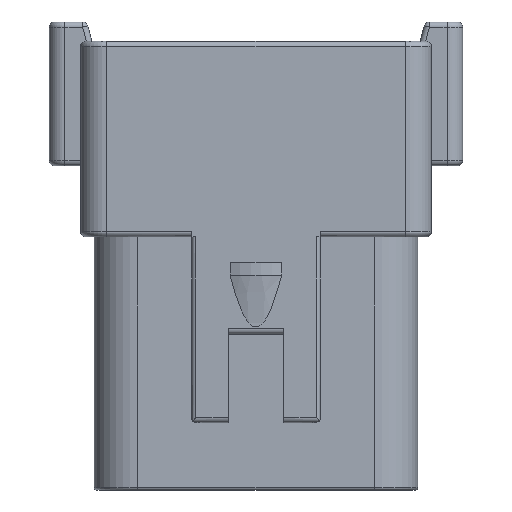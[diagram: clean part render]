
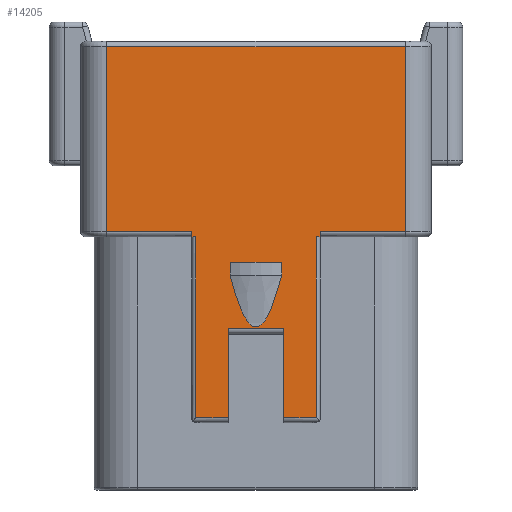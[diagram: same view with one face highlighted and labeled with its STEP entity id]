
A CAD part, front view. The second image highlights one B-rep face of the part: STEP entity #14205.
In plain terms, the highlighted planar face has unit normal (0, -1, 0).
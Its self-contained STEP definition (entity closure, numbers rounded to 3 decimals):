
#3923=DIRECTION('',(0.,0.,-1.));
#3924=VECTOR('',#3923,18.161);
#3925=CARTESIAN_POINT('',(14.669,-11.125,-2.413));
#3926=LINE('',#3925,#3924);
#3932=DIRECTION('',(-1.,0.,0.));
#3933=VECTOR('',#3932,5.095);
#3934=CARTESIAN_POINT('',(2.547,-11.125,-23.571));
#3935=LINE('',#3934,#3933);
#3936=DIRECTION('',(0.,0.,-1.));
#3937=VECTOR('',#3936,1.27);
#3938=CARTESIAN_POINT('',(-2.547,-11.125,-23.571));
#3939=LINE('',#3938,#3937);
#3940=CARTESIAN_POINT('',(2.547,-11.125,-24.841));
#3941=CARTESIAN_POINT('',(2.487,-11.125,-25.073));
#3942=CARTESIAN_POINT('',(2.368,-11.125,-25.514));
#3943=CARTESIAN_POINT('',(2.198,-11.125,-26.104));
#3944=CARTESIAN_POINT('',(2.036,-11.125,-26.632));
#3945=CARTESIAN_POINT('',(1.881,-11.125,-27.103));
#3946=CARTESIAN_POINT('',(1.732,-11.125,-27.522));
#3947=CARTESIAN_POINT('',(1.59,-11.125,-27.893));
#3948=CARTESIAN_POINT('',(1.454,-11.125,-28.221));
#3949=CARTESIAN_POINT('',(1.324,-11.125,-28.509));
#3950=CARTESIAN_POINT('',(1.198,-11.125,-28.762));
#3951=CARTESIAN_POINT('',(1.078,-11.125,-28.981));
#3952=CARTESIAN_POINT('',(0.963,-11.125,-29.17));
#3953=CARTESIAN_POINT('',(0.854,-11.125,-29.331));
#3954=CARTESIAN_POINT('',(0.749,-11.125,-29.467));
#3955=CARTESIAN_POINT('',(0.649,-11.125,-29.58));
#3956=CARTESIAN_POINT('',(0.554,-11.125,-29.672));
#3957=CARTESIAN_POINT('',(0.466,-11.125,-29.746));
#3958=CARTESIAN_POINT('',(0.383,-11.125,-29.803));
#3959=CARTESIAN_POINT('',(0.306,-11.125,-29.846));
#3960=CARTESIAN_POINT('',(0.234,-11.125,-29.878));
#3961=CARTESIAN_POINT('',(0.165,-11.125,-29.9));
#3962=CARTESIAN_POINT('',(0.098,-11.125,-29.915));
#3963=CARTESIAN_POINT('',(0.032,-11.125,-29.921));
#3964=CARTESIAN_POINT('',(-0.032,-11.125,-29.921));
#3965=CARTESIAN_POINT('',(-0.098,-11.125,-29.915));
#3966=CARTESIAN_POINT('',(-0.165,-11.125,-29.9));
#3967=CARTESIAN_POINT('',(-0.234,-11.125,-29.878));
#3968=CARTESIAN_POINT('',(-0.306,-11.125,-29.846));
#3969=CARTESIAN_POINT('',(-0.383,-11.125,-29.803));
#3970=CARTESIAN_POINT('',(-0.466,-11.125,-29.746));
#3971=CARTESIAN_POINT('',(-0.554,-11.125,-29.672));
#3972=CARTESIAN_POINT('',(-0.649,-11.125,-29.58));
#3973=CARTESIAN_POINT('',(-0.749,-11.125,-29.467));
#3974=CARTESIAN_POINT('',(-0.854,-11.125,-29.331));
#3975=CARTESIAN_POINT('',(-0.964,-11.125,-29.17));
#3976=CARTESIAN_POINT('',(-1.079,-11.125,-28.981));
#3977=CARTESIAN_POINT('',(-1.198,-11.125,-28.761));
#3978=CARTESIAN_POINT('',(-1.324,-11.125,-28.509));
#3979=CARTESIAN_POINT('',(-1.454,-11.125,-28.221));
#3980=CARTESIAN_POINT('',(-1.59,-11.125,-27.893));
#3981=CARTESIAN_POINT('',(-1.732,-11.125,-27.522));
#3982=CARTESIAN_POINT('',(-1.881,-11.125,-27.103));
#3983=CARTESIAN_POINT('',(-2.036,-11.125,-26.632));
#3984=CARTESIAN_POINT('',(-2.198,-11.125,-26.104));
#3985=CARTESIAN_POINT('',(-2.368,-11.125,-25.514));
#3986=CARTESIAN_POINT('',(-2.487,-11.125,-25.073));
#3987=CARTESIAN_POINT('',(-2.547,-11.125,-24.841));
#3989=DIRECTION('',(0.,0.,1.));
#3990=VECTOR('',#3989,1.27);
#3991=CARTESIAN_POINT('',(2.547,-11.125,-24.841));
#3992=LINE('',#3991,#3990);
#3993=DIRECTION('',(1.,0.,0.));
#3994=VECTOR('',#3993,5.461);
#3995=CARTESIAN_POINT('',(-2.731,-11.125,-30.124));
#3996=LINE('',#3995,#3994);
#3997=DIRECTION('',(-1.,0.,0.));
#3998=VECTOR('',#3997,3.175);
#3999=CARTESIAN_POINT('',(-2.731,-11.125,-38.811));
#4000=LINE('',#3999,#3998);
#4001=DIRECTION('',(0.,0.,1.));
#4002=VECTOR('',#4001,17.729);
#4003=CARTESIAN_POINT('',(-5.906,-11.125,-38.811));
#4004=LINE('',#4003,#4002);
#4005=DIRECTION('',(1.,0.,0.));
#4006=VECTOR('',#4005,0.381);
#4007=CARTESIAN_POINT('',(-6.287,-11.125,-21.082));
#4008=LINE('',#4007,#4006);
#4009=DIRECTION('',(0.,0.,-1.));
#4010=VECTOR('',#4009,0.508);
#4011=CARTESIAN_POINT('',(-6.287,-11.125,-20.574));
#4012=LINE('',#4011,#4010);
#4013=DIRECTION('',(-1.,0.,0.));
#4014=VECTOR('',#4013,8.382);
#4015=CARTESIAN_POINT('',(-6.287,-11.125,-20.574));
#4016=LINE('',#4015,#4014);
#4017=DIRECTION('',(0.,0.,-1.));
#4018=VECTOR('',#4017,18.161);
#4019=CARTESIAN_POINT('',(-14.669,-11.125,-2.413));
#4020=LINE('',#4019,#4018);
#4021=DIRECTION('',(1.,0.,0.));
#4022=VECTOR('',#4021,29.337);
#4023=CARTESIAN_POINT('',(-14.669,-11.125,-2.413));
#4024=LINE('',#4023,#4022);
#4025=DIRECTION('',(-1.,0.,0.));
#4026=VECTOR('',#4025,8.382);
#4027=CARTESIAN_POINT('',(14.669,-11.125,-20.574));
#4028=LINE('',#4027,#4026);
#4029=DIRECTION('',(0.,0.,-1.));
#4030=VECTOR('',#4029,0.508);
#4031=CARTESIAN_POINT('',(6.287,-11.125,-20.574));
#4032=LINE('',#4031,#4030);
#4033=DIRECTION('',(1.,0.,0.));
#4034=VECTOR('',#4033,0.381);
#4035=CARTESIAN_POINT('',(5.906,-11.125,-21.082));
#4036=LINE('',#4035,#4034);
#4037=DIRECTION('',(0.,0.,1.));
#4038=VECTOR('',#4037,17.729);
#4039=CARTESIAN_POINT('',(5.906,-11.125,-38.811));
#4040=LINE('',#4039,#4038);
#4041=DIRECTION('',(-1.,0.,0.));
#4042=VECTOR('',#4041,3.175);
#4043=CARTESIAN_POINT('',(5.906,-11.125,-38.811));
#4044=LINE('',#4043,#4042);
#4065=DIRECTION('',(0.,0.,1.));
#4066=VECTOR('',#4065,8.687);
#4067=CARTESIAN_POINT('',(-2.731,-11.125,-38.811));
#4068=LINE('',#4067,#4066);
#4094=DIRECTION('',(0.,0.,-1.));
#4095=VECTOR('',#4094,8.687);
#4096=CARTESIAN_POINT('',(2.731,-11.125,-30.124));
#4097=LINE('',#4096,#4095);
#7050=CARTESIAN_POINT('',(-5.906,-11.125,-38.811));
#7107=CARTESIAN_POINT('',(5.906,-11.125,-38.811));
#7267=CARTESIAN_POINT('',(2.547,-11.125,-23.571));
#7268=CARTESIAN_POINT('',(-2.547,-11.125,-23.571));
#7269=VERTEX_POINT('',#7267);
#7270=VERTEX_POINT('',#7268);
#7271=CARTESIAN_POINT('',(2.547,-11.125,-24.841));
#7272=VERTEX_POINT('',#7271);
#7273=VERTEX_POINT('',#3987);
#7311=VERTEX_POINT('',#7107);
#7313=VERTEX_POINT('',#7050);
#7315=CARTESIAN_POINT('',(14.669,-11.125,-20.574));
#7317=VERTEX_POINT('',#7315);
#7344=CARTESIAN_POINT('',(-14.669,-11.125,-20.574));
#7345=VERTEX_POINT('',#7344);
#7346=CARTESIAN_POINT('',(2.731,-11.125,-38.811));
#7347=VERTEX_POINT('',#7346);
#7350=CARTESIAN_POINT('',(-2.731,-11.125,-38.811));
#7351=VERTEX_POINT('',#7350);
#7369=CARTESIAN_POINT('',(-6.287,-11.125,-20.574));
#7371=VERTEX_POINT('',#7369);
#7424=CARTESIAN_POINT('',(6.287,-11.125,-20.574));
#7425=VERTEX_POINT('',#7424);
#7431=CARTESIAN_POINT('',(-2.731,-11.125,-30.124));
#7433=VERTEX_POINT('',#7431);
#7434=CARTESIAN_POINT('',(2.731,-11.125,-30.124));
#7436=VERTEX_POINT('',#7434);
#7438=CARTESIAN_POINT('',(-6.287,-11.125,-21.082));
#7439=VERTEX_POINT('',#7438);
#7440=CARTESIAN_POINT('',(6.287,-11.125,-21.082));
#7441=VERTEX_POINT('',#7440);
#7444=CARTESIAN_POINT('',(-14.669,-11.125,-2.413));
#7445=VERTEX_POINT('',#7444);
#7446=CARTESIAN_POINT('',(14.669,-11.125,-2.413));
#7447=VERTEX_POINT('',#7446);
#8118=CARTESIAN_POINT('',(-5.906,-11.125,-21.082));
#8119=VERTEX_POINT('',#8118);
#8124=CARTESIAN_POINT('',(5.906,-11.125,-21.082));
#8125=VERTEX_POINT('',#8124);
#14158=CARTESIAN_POINT('',(-14.669,-11.125,-1.905));
#14159=DIRECTION('',(0.,-1.,0.));
#14160=DIRECTION('',(1.,0.,0.));
#14161=AXIS2_PLACEMENT_3D('',#14158,#14159,#14160);
#14162=PLANE('',#14161);
#14164=ORIENTED_EDGE('',*,*,#14163,.F.);
#14166=ORIENTED_EDGE('',*,*,#14165,.F.);
#14168=ORIENTED_EDGE('',*,*,#14167,.T.);
#14170=ORIENTED_EDGE('',*,*,#14169,.T.);
#14172=ORIENTED_EDGE('',*,*,#14171,.F.);
#14174=ORIENTED_EDGE('',*,*,#14173,.F.);
#14176=ORIENTED_EDGE('',*,*,#14175,.T.);
#14178=ORIENTED_EDGE('',*,*,#14177,.F.);
#14179=ORIENTED_EDGE('',*,*,#13431,.T.);
#14180=ORIENTED_EDGE('',*,*,#14151,.T.);
#14182=ORIENTED_EDGE('',*,*,#14181,.T.);
#14184=ORIENTED_EDGE('',*,*,#14183,.T.);
#14186=ORIENTED_EDGE('',*,*,#14185,.F.);
#14188=ORIENTED_EDGE('',*,*,#14187,.F.);
#14190=ORIENTED_EDGE('',*,*,#14189,.T.);
#14192=ORIENTED_EDGE('',*,*,#14191,.F.);
#14193=EDGE_LOOP('',(#14164,#14166,#14168,#14170,#14172,#14174,#14176,#14178,
#14179,#14180,#14182,#14184,#14186,#14188,#14190,#14192));
#14194=FACE_OUTER_BOUND('',#14193,.F.);
#14196=ORIENTED_EDGE('',*,*,#14195,.T.);
#14198=ORIENTED_EDGE('',*,*,#14197,.T.);
#14200=ORIENTED_EDGE('',*,*,#14199,.F.);
#14202=ORIENTED_EDGE('',*,*,#14201,.T.);
#14203=EDGE_LOOP('',(#14196,#14198,#14200,#14202));
#14204=FACE_BOUND('',#14203,.F.);
#3988=B_SPLINE_CURVE_WITH_KNOTS('',3,(#3940,#3941,#3942,#3943,#3944,#3945,#3946,
#3947,#3948,#3949,#3950,#3951,#3952,#3953,#3954,#3955,#3956,#3957,#3958,#3959,
#3960,#3961,#3962,#3963,#3964,#3965,#3966,#3967,#3968,#3969,#3970,#3971,#3972,
#3973,#3974,#3975,#3976,#3977,#3978,#3979,#3980,#3981,#3982,#3983,#3984,#3985,
#3986,#3987),.UNSPECIFIED.,.F.,.F.,(4,1,1,1,1,1,1,1,1,1,1,1,1,1,1,1,1,1,1,1,1,1,
1,1,1,1,1,1,1,1,1,1,1,1,1,1,1,1,1,1,1,1,1,1,1,4),(0.,0.022,
0.044,0.067,0.089,0.111,
0.133,0.156,0.178,0.2,0.222,
0.244,0.267,0.289,0.311,
0.333,0.356,0.378,0.4,0.422,
0.444,0.467,0.489,0.511,
0.533,0.556,0.578,0.6,0.622,
0.644,0.667,0.689,0.711,
0.733,0.756,0.778,0.8,0.822,
0.844,0.867,0.889,0.911,
0.933,0.956,0.978,1.),.UNSPECIFIED.);
#13431=EDGE_CURVE('',#7445,#7447,#4024,.T.);
#14151=EDGE_CURVE('',#7447,#7317,#3926,.T.);
#14163=EDGE_CURVE('',#7433,#7436,#3996,.T.);
#14165=EDGE_CURVE('',#7351,#7433,#4068,.T.);
#14167=EDGE_CURVE('',#7351,#7313,#4000,.T.);
#14169=EDGE_CURVE('',#7313,#8119,#4004,.T.);
#14171=EDGE_CURVE('',#7439,#8119,#4008,.T.);
#14173=EDGE_CURVE('',#7371,#7439,#4012,.T.);
#14175=EDGE_CURVE('',#7371,#7345,#4016,.T.);
#14177=EDGE_CURVE('',#7445,#7345,#4020,.T.);
#14181=EDGE_CURVE('',#7317,#7425,#4028,.T.);
#14183=EDGE_CURVE('',#7425,#7441,#4032,.T.);
#14185=EDGE_CURVE('',#8125,#7441,#4036,.T.);
#14187=EDGE_CURVE('',#7311,#8125,#4040,.T.);
#14189=EDGE_CURVE('',#7311,#7347,#4044,.T.);
#14191=EDGE_CURVE('',#7436,#7347,#4097,.T.);
#14195=EDGE_CURVE('',#7269,#7270,#3935,.T.);
#14197=EDGE_CURVE('',#7270,#7273,#3939,.T.);
#14199=EDGE_CURVE('',#7272,#7273,#3988,.T.);
#14201=EDGE_CURVE('',#7272,#7269,#3992,.T.);
#14205=ADVANCED_FACE('',(#14194,#14204),#14162,.T.);
